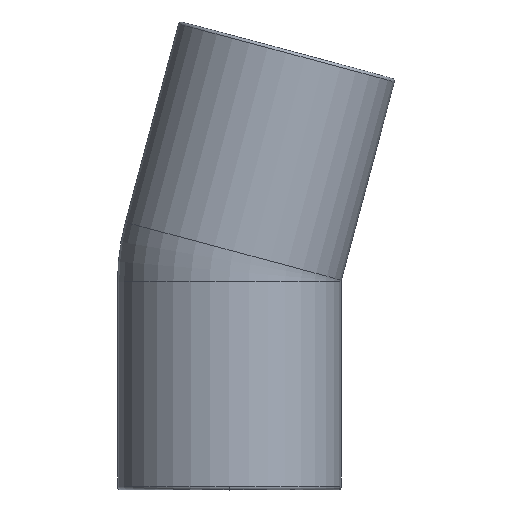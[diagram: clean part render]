
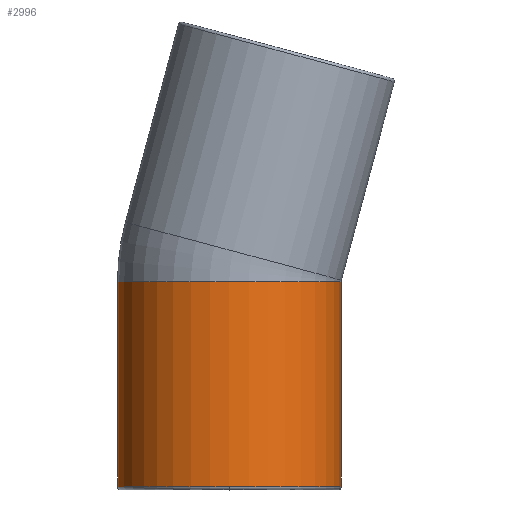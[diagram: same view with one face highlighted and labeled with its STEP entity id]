
A CAD part, top view. The second image highlights one B-rep face of the part: STEP entity #2996.
In plain terms, the highlighted cylindrical face has radius 20 mm (diameter 40 mm), a partial arc.
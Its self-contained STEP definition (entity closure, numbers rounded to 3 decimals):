
#53 = CARTESIAN_POINT ( 'NONE',  ( -20., 0., 0. ) ) ;
#101 = DIRECTION ( 'NONE',  ( 0., 1., 0. ) ) ;
#405 = ORIENTED_EDGE ( 'NONE', *, *, #2424, .T. ) ;
#407 = CIRCLE ( 'NONE', #2131, 20. ) ;
#505 = AXIS2_PLACEMENT_3D ( 'NONE', #2748, #552, #4255 ) ;
#544 = CARTESIAN_POINT ( 'NONE',  ( -20., 37.235, 0. ) ) ;
#552 = DIRECTION ( 'NONE',  ( 0., 1., 0. ) ) ;
#749 = EDGE_CURVE ( 'NONE', #3000, #1033, #407, .T. ) ;
#803 = CARTESIAN_POINT ( 'NONE',  ( 0., 0.5, 20. ) ) ;
#975 = VERTEX_POINT ( 'NONE', #3041 ) ;
#1033 = VERTEX_POINT ( 'NONE', #803 ) ;
#1064 = CARTESIAN_POINT ( 'NONE',  ( 0., 0., 0. ) ) ;
#1183 = VERTEX_POINT ( 'NONE', #544 ) ;
#1301 = DIRECTION ( 'NONE',  ( 0., 0., 1. ) ) ;
#1468 = EDGE_CURVE ( 'NONE', #1033, #975, #3489, .T. ) ;
#1565 = CARTESIAN_POINT ( 'NONE',  ( 20., 0., 0. ) ) ;
#1724 = DIRECTION ( 'NONE',  ( -1., 0., 0. ) ) ;
#1909 = VECTOR ( 'NONE', #101, 1000. ) ;
#1910 = CARTESIAN_POINT ( 'NONE',  ( 20., 37.235, 0. ) ) ;
#2059 = VERTEX_POINT ( 'NONE', #1910 ) ;
#2131 = AXIS2_PLACEMENT_3D ( 'NONE', #4677, #3215, #2413 ) ;
#2329 = EDGE_CURVE ( 'NONE', #1183, #2059, #3095, .T. ) ;
#2413 = DIRECTION ( 'NONE',  ( 0., 0., 1. ) ) ;
#2424 = EDGE_CURVE ( 'NONE', #975, #2059, #3786, .T. ) ;
#2553 = DIRECTION ( 'NONE',  ( 0., 1., 0. ) ) ;
#2632 = LINE ( 'NONE', #53, #1909 ) ;
#2665 = EDGE_LOOP ( 'NONE', ( #3302, #3278, #405, #3795, #4460 ) ) ;
#2748 = CARTESIAN_POINT ( 'NONE',  ( 0., 0.5, 0. ) ) ;
#2996 = ADVANCED_FACE ( 'NONE', ( #3671 ), #3308, .T. ) ;
#3000 = VERTEX_POINT ( 'NONE', #4334 ) ;
#3041 = CARTESIAN_POINT ( 'NONE',  ( 20., 0.5, 0. ) ) ;
#3092 = EDGE_CURVE ( 'NONE', #3000, #1183, #2632, .T. ) ;
#3095 = CIRCLE ( 'NONE', #3343, 20. ) ;
#3215 = DIRECTION ( 'NONE',  ( 0., 1., 0. ) ) ;
#3262 = DIRECTION ( 'NONE',  ( 0., 1., 0. ) ) ;
#3278 = ORIENTED_EDGE ( 'NONE', *, *, #1468, .T. ) ;
#3302 = ORIENTED_EDGE ( 'NONE', *, *, #749, .T. ) ;
#3308 = CYLINDRICAL_SURFACE ( 'NONE', #4046, 20. ) ;
#3343 = AXIS2_PLACEMENT_3D ( 'NONE', #4722, #3262, #1301 ) ;
#3489 = CIRCLE ( 'NONE', #505, 20. ) ;
#3671 = FACE_OUTER_BOUND ( 'NONE', #2665, .T. ) ;
#3786 = LINE ( 'NONE', #1565, #3801 ) ;
#3795 = ORIENTED_EDGE ( 'NONE', *, *, #2329, .F. ) ;
#3801 = VECTOR ( 'NONE', #4157, 1000. ) ;
#4046 = AXIS2_PLACEMENT_3D ( 'NONE', #1064, #2553, #1724 ) ;
#4157 = DIRECTION ( 'NONE',  ( 0., 1., 0. ) ) ;
#4255 = DIRECTION ( 'NONE',  ( 0., 0., 1. ) ) ;
#4334 = CARTESIAN_POINT ( 'NONE',  ( -20., 0.5, 0. ) ) ;
#4460 = ORIENTED_EDGE ( 'NONE', *, *, #3092, .F. ) ;
#4677 = CARTESIAN_POINT ( 'NONE',  ( 0., 0.5, 0. ) ) ;
#4722 = CARTESIAN_POINT ( 'NONE',  ( 0., 37.235, 0. ) ) ;
